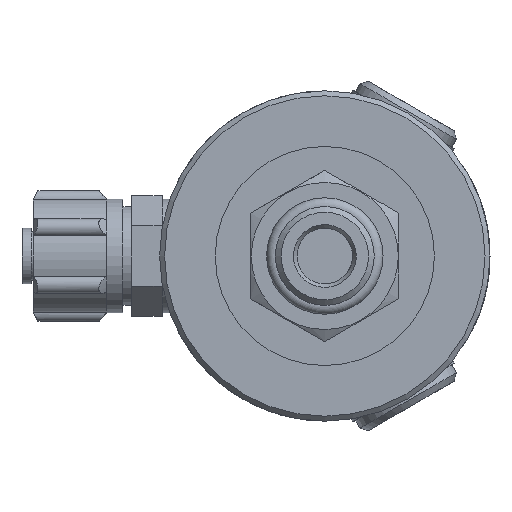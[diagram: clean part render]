
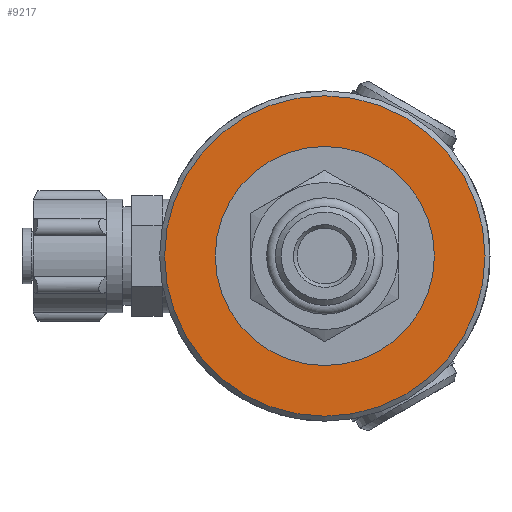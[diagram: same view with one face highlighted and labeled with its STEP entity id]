
A CAD part, left-side view. The second image highlights one B-rep face of the part: STEP entity #9217.
In plain terms, the highlighted planar face has unit normal (-1, 0, 0).
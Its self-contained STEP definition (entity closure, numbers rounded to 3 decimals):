
#127=FACE_BOUND('',#3413,.T.);
#2330=PLANE('',#9901);
#2826=FACE_OUTER_BOUND('',#3412,.T.);
#3412=EDGE_LOOP('',(#8450));
#3413=EDGE_LOOP('',(#8451,#8452));
#3797=CIRCLE('',#9900,25.935);
#3798=CIRCLE('',#9902,17.729);
#3799=CIRCLE('',#9903,17.729);
#4678=VERTEX_POINT('',#19757);
#4679=VERTEX_POINT('',#19761);
#4680=VERTEX_POINT('',#19762);
#5967=EDGE_CURVE('',#4678,#4678,#3797,.T.);
#5968=EDGE_CURVE('',#4679,#4680,#3798,.T.);
#5969=EDGE_CURVE('',#4680,#4679,#3799,.T.);
#8450=ORIENTED_EDGE('',*,*,#5967,.F.);
#8451=ORIENTED_EDGE('',*,*,#5968,.T.);
#8452=ORIENTED_EDGE('',*,*,#5969,.T.);
#9217=ADVANCED_FACE('',(#2826,#127),#2330,.T.);
#9900=AXIS2_PLACEMENT_3D('',#19759,#11796,#11797);
#9901=AXIS2_PLACEMENT_3D('',#19760,#11798,#11799);
#9902=AXIS2_PLACEMENT_3D('',#19763,#11800,#11801);
#9903=AXIS2_PLACEMENT_3D('',#19764,#11802,#11803);
#11796=DIRECTION('center_axis',(1.,0.,0.));
#11797=DIRECTION('ref_axis',(0.,-1.,0.));
#11798=DIRECTION('center_axis',(-1.,0.,0.));
#11799=DIRECTION('ref_axis',(0.,0.,1.));
#11800=DIRECTION('center_axis',(1.,0.,0.));
#11801=DIRECTION('ref_axis',(0.,1.,0.));
#11802=DIRECTION('center_axis',(1.,0.,0.));
#11803=DIRECTION('ref_axis',(0.,1.,0.));
#19757=CARTESIAN_POINT('',(-37.532,25.935,0.));
#19759=CARTESIAN_POINT('Origin',(-37.532,0.,0.));
#19760=CARTESIAN_POINT('Origin',(-37.532,22.232,0.));
#19761=CARTESIAN_POINT('',(-37.532,17.729,0.));
#19762=CARTESIAN_POINT('',(-37.532,-17.729,0.));
#19763=CARTESIAN_POINT('Origin',(-37.532,0.,0.));
#19764=CARTESIAN_POINT('Origin',(-37.532,0.,0.));
